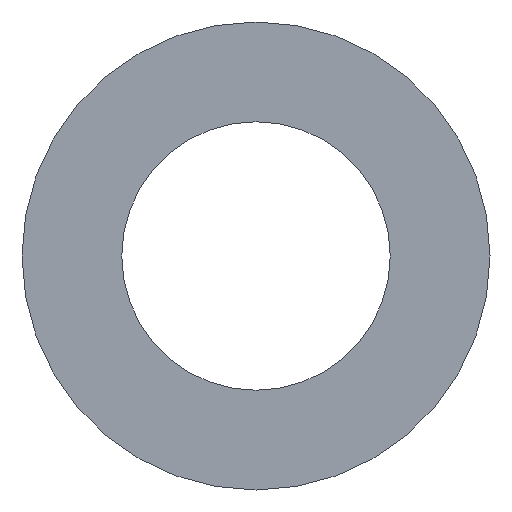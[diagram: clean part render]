
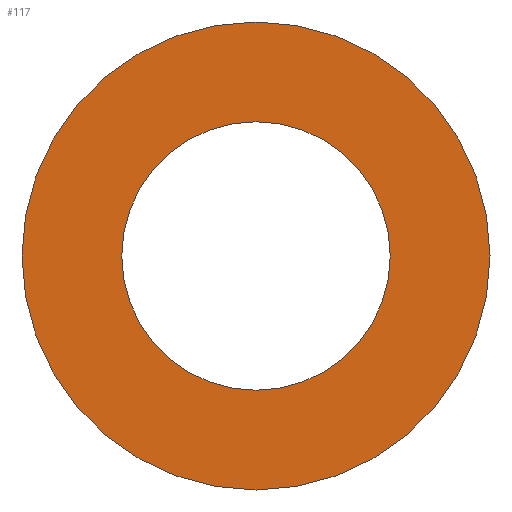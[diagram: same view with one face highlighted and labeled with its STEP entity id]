
A CAD part, left-side view. The second image highlights one B-rep face of the part: STEP entity #117.
In plain terms, the highlighted planar face has unit normal (-1, 0, 0).
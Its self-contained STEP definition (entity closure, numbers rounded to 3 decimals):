
#107 = EDGE_CURVE( '', #143, #119, #234, .T. );
#109 = EDGE_CURVE( '', #119, #143, #236, .T. );
#117 = ADVANCED_FACE( '', ( #245, #246 ), #247, .T. );
#119 = VERTEX_POINT( '', #249 );
#143 = VERTEX_POINT( '', #274 );
#149 = EDGE_CURVE( '', #169, #163, #282, .T. );
#163 = VERTEX_POINT( '', #300 );
#169 = VERTEX_POINT( '', #306 );
#171 = EDGE_CURVE( '', #163, #169, #308, .T. );
#234 = CIRCLE( '', #377, 61. );
#236 = CIRCLE( '', #380, 61. );
#245 = FACE_BOUND( '', #389, .T. );
#246 = FACE_OUTER_BOUND( '', #390, .T. );
#247 = PLANE( '', #391 );
#249 = CARTESIAN_POINT( '', ( -7., 61., 0. ) );
#274 = CARTESIAN_POINT( '', ( -7., -61., 0. ) );
#282 = CIRCLE( '', #431, 35. );
#300 = CARTESIAN_POINT( '', ( -7., -35., 0. ) );
#306 = CARTESIAN_POINT( '', ( -7., 35., 0. ) );
#308 = CIRCLE( '', #465, 35. );
#377 = AXIS2_PLACEMENT_3D( '', #526, #527, #528 );
#380 = AXIS2_PLACEMENT_3D( '', #529, #530, #531 );
#389 = EDGE_LOOP( '', ( #541, #542 ) );
#390 = EDGE_LOOP( '', ( #543, #544 ) );
#391 = AXIS2_PLACEMENT_3D( '', #545, #546, #547 );
#431 = AXIS2_PLACEMENT_3D( '', #575, #576, #577 );
#465 = AXIS2_PLACEMENT_3D( '', #616, #617, #618 );
#526 = CARTESIAN_POINT( '', ( -7., 0., 0. ) );
#527 = DIRECTION( '', ( -1., 0., 0. ) );
#528 = DIRECTION( '', ( 0., 1., 0. ) );
#529 = CARTESIAN_POINT( '', ( -7., 0., 0. ) );
#530 = DIRECTION( '', ( -1., 0., 0. ) );
#531 = DIRECTION( '', ( 0., 1., 0. ) );
#541 = ORIENTED_EDGE( '', *, *, #149, .F. );
#542 = ORIENTED_EDGE( '', *, *, #171, .F. );
#543 = ORIENTED_EDGE( '', *, *, #109, .T. );
#544 = ORIENTED_EDGE( '', *, *, #107, .T. );
#545 = CARTESIAN_POINT( '', ( -7., 48., 0. ) );
#546 = DIRECTION( '', ( -1., 0., 0. ) );
#547 = DIRECTION( '', ( 0., 1., 0. ) );
#575 = CARTESIAN_POINT( '', ( -7., 0., 0. ) );
#576 = DIRECTION( '', ( -1., 0., 0. ) );
#577 = DIRECTION( '', ( 0., 1., 0. ) );
#616 = CARTESIAN_POINT( '', ( -7., 0., 0. ) );
#617 = DIRECTION( '', ( -1., 0., 0. ) );
#618 = DIRECTION( '', ( 0., 1., 0. ) );
